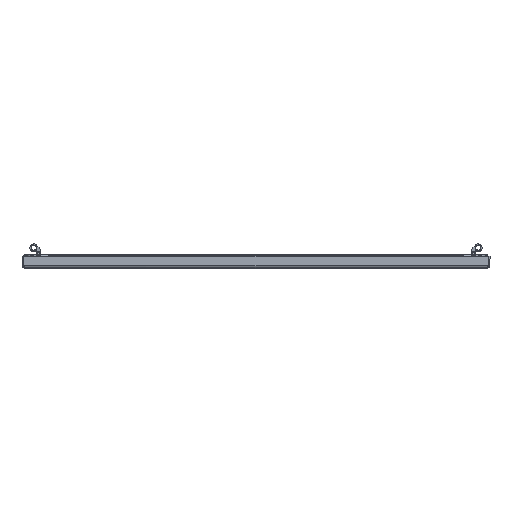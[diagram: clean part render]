
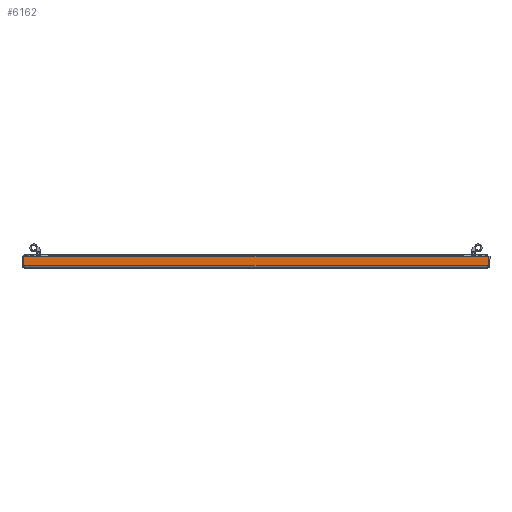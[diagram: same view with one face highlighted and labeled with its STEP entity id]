
A CAD part, front view. The second image highlights one B-rep face of the part: STEP entity #6162.
In plain terms, the highlighted planar face has unit normal (0, -1, 0).
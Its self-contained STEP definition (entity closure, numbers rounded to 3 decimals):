
#170 = EDGE_CURVE ( 'NONE', #9779, #7566, #4329, .T. ) ;
#383 = VERTEX_POINT ( 'NONE', #9233 ) ;
#467 = DIRECTION ( 'NONE',  ( -1., 0., 0. ) ) ;
#549 = DIRECTION ( 'NONE',  ( 0., 0., 1. ) ) ;
#609 = ORIENTED_EDGE ( 'NONE', *, *, #9489, .F. ) ;
#1917 = LINE ( 'NONE', #7806, #7800 ) ;
#2026 = VECTOR ( 'NONE', #549, 1000. ) ;
#2068 = VECTOR ( 'NONE', #467, 1000. ) ;
#3111 = DIRECTION ( 'NONE',  ( 0., 1., 0. ) ) ;
#3217 = EDGE_LOOP ( 'NONE', ( #4962, #11758, #6272, #609 ) ) ;
#4323 = CARTESIAN_POINT ( 'NONE',  ( 296.293, -898.5, 13.6 ) ) ;
#4329 = LINE ( 'NONE', #6787, #2026 ) ;
#4488 = CARTESIAN_POINT ( 'NONE',  ( -298.4, -898.5, 2. ) ) ;
#4832 = VECTOR ( 'NONE', #7881, 1000. ) ;
#4962 = ORIENTED_EDGE ( 'NONE', *, *, #6846, .F. ) ;
#5004 = AXIS2_PLACEMENT_3D ( 'NONE', #11444, #3111, #5110 ) ;
#5110 = DIRECTION ( 'NONE',  ( 0., 0., 1. ) ) ;
#5123 = VERTEX_POINT ( 'NONE', #6318 ) ;
#5338 = CARTESIAN_POINT ( 'NONE',  ( 296.293, -898.5, 2. ) ) ;
#6162 = ADVANCED_FACE ( 'NONE', ( #7918 ), #10417, .F. ) ;
#6272 = ORIENTED_EDGE ( 'NONE', *, *, #8110, .T. ) ;
#6318 = CARTESIAN_POINT ( 'NONE',  ( -296.293, -898.5, 13.6 ) ) ;
#6787 = CARTESIAN_POINT ( 'NONE',  ( 296.293, -898.5, 0. ) ) ;
#6846 = EDGE_CURVE ( 'NONE', #9779, #383, #8976, .T. ) ;
#7566 = VERTEX_POINT ( 'NONE', #4323 ) ;
#7704 = DIRECTION ( 'NONE',  ( -1., 0., 0. ) ) ;
#7800 = VECTOR ( 'NONE', #7704, 1000. ) ;
#7806 = CARTESIAN_POINT ( 'NONE',  ( 0., -898.5, 13.6 ) ) ;
#7881 = DIRECTION ( 'NONE',  ( 0., 0., 1. ) ) ;
#7918 = FACE_OUTER_BOUND ( 'NONE', #3217, .T. ) ;
#8110 = EDGE_CURVE ( 'NONE', #7566, #5123, #1917, .T. ) ;
#8976 = LINE ( 'NONE', #4488, #2068 ) ;
#9233 = CARTESIAN_POINT ( 'NONE',  ( -296.293, -898.5, 2. ) ) ;
#9489 = EDGE_CURVE ( 'NONE', #383, #5123, #10431, .T. ) ;
#9779 = VERTEX_POINT ( 'NONE', #5338 ) ;
#10417 = PLANE ( 'NONE',  #5004 ) ;
#10431 = LINE ( 'NONE', #13138, #4832 ) ;
#11444 = CARTESIAN_POINT ( 'NONE',  ( 0., -898.5, 0. ) ) ;
#11758 = ORIENTED_EDGE ( 'NONE', *, *, #170, .T. ) ;
#13138 = CARTESIAN_POINT ( 'NONE',  ( -296.293, -898.5, 0. ) ) ;
